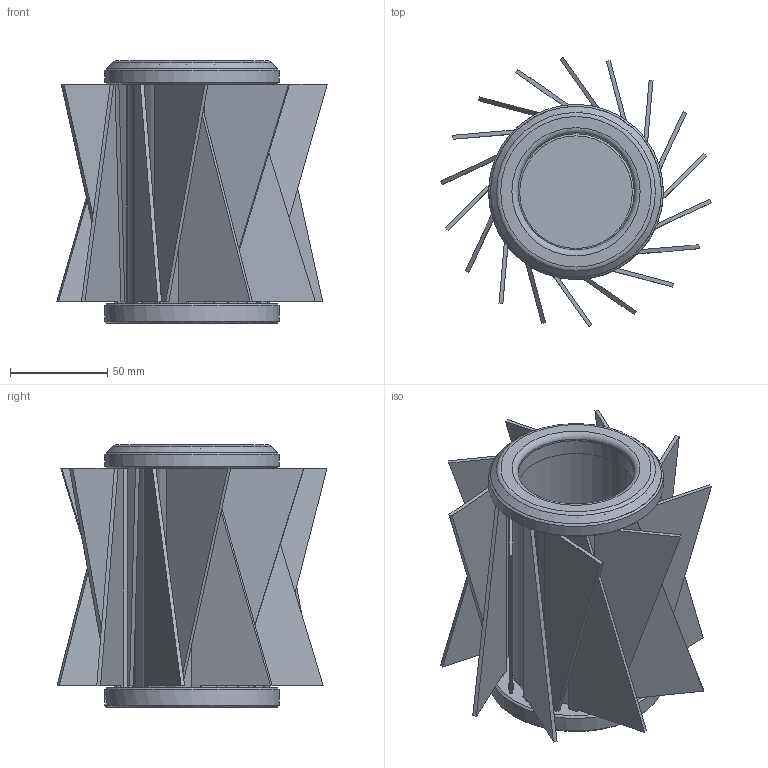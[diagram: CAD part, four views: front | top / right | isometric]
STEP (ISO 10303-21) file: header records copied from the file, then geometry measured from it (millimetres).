
FILE_DESCRIPTION(/* description */ (''),/* implementation_level */ '2;1');
FILE_NAME(/* name */ 'OVERENGINEERED LAMP.step',/* time_stamp */ '2025-03-31T14:13:11-05:00',/* author */ (''),/* organization */ (''),/* preprocessor_version */ 'ST-DEVELOPER v20.1',/* originating_system */ 'Autodesk Translation Framework v14.4.0.0',/* authorisation */ '');
FILE_SCHEMA (('AUTOMOTIVE_DESIGN { 1 0 10303 214 3 1 1 }'));
Length unit declared in the file: millimetre
Products named in the file (8): MOTI CHA DIVA; DIFFUSER 2; DIFFUSER 1\; BOTTOM RING; LIGHT; TOP RING (1); CAP TOP RING; TUBE DIFFUSER
Assembly tree (7 placements, depth 2):
  MOTI CHA DIVA
    DIFFUSER 2
    DIFFUSER 1\
    BOTTOM RING
    LIGHT
    TOP RING (1)
    CAP TOP RING
    TUBE DIFFUSER
Bounding box: 139.16 x 138.99 x 135 mm (x, y, z)
Volume: 228570.6 mm3; surface area: 219041.6 mm2
Topology: 23 solids, 23 shells, 484 faces, 1251 edges, 830 vertices
Faces by surface type: plane 436, cylinder 30, cone 10, torus 8
Full cylindrical faces by diameter (mm): 3.2 x1, 60 x4, 64 x3, 66 x3, 90 x2
Entity records: 15032 total; most frequent: CARTESIAN_POINT 2689, ORIENTED_EDGE 2502, DIRECTION 2336, EDGE_CURVE 1251, LINE 1142, VECTOR 1142, VERTEX_POINT 830, AXIS2_PLACEMENT_3D 597
